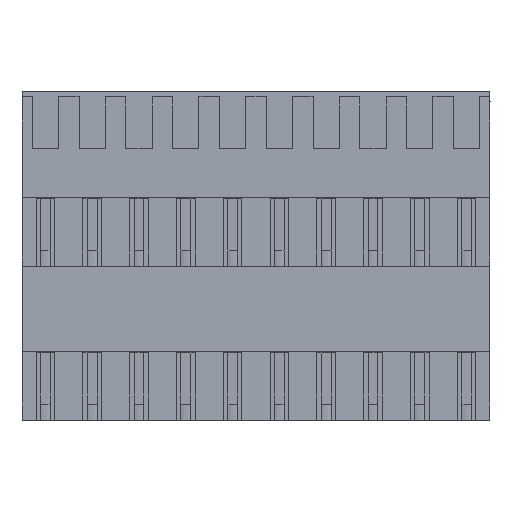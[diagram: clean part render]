
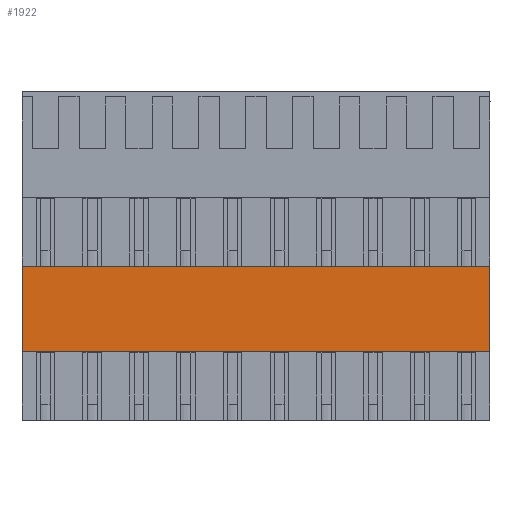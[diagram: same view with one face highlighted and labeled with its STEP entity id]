
A CAD part, top view. The second image highlights one B-rep face of the part: STEP entity #1922.
In plain terms, the highlighted planar face has unit normal (0, 0, 1).
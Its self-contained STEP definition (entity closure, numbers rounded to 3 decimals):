
#1895=AXIS2_PLACEMENT_3D('Plane Axis2P3D',#1892,#1893,#1894) ;
#1866=CARTESIAN_POINT('Line Origine',(17.,5.15,11.7)) ;
#1870=CARTESIAN_POINT('Vertex',(-0.5,5.15,11.7)) ;
#1872=CARTESIAN_POINT('Vertex',(34.5,5.15,11.7)) ;
#1892=CARTESIAN_POINT('Axis2P3D Location',(-1.2,5.15,11.7)) ;
#1897=CARTESIAN_POINT('Line Origine',(17.,12.05,11.7)) ;
#1901=CARTESIAN_POINT('Vertex',(-0.5,12.05,11.7)) ;
#1903=CARTESIAN_POINT('Vertex',(34.5,12.05,11.7)) ;
#1906=CARTESIAN_POINT('Line Origine',(-0.5,8.6,11.7)) ;
#1911=CARTESIAN_POINT('Line Origine',(34.5,8.6,11.7)) ;
#1867=DIRECTION('Vector Direction',(1.,0.,0.)) ;
#1893=DIRECTION('Axis2P3D Direction',(0.,0.,-1.)) ;
#1894=DIRECTION('Axis2P3D XDirection',(0.,1.,0.)) ;
#1898=DIRECTION('Vector Direction',(1.,0.,0.)) ;
#1907=DIRECTION('Vector Direction',(0.,1.,0.)) ;
#1912=DIRECTION('Vector Direction',(0.,1.,0.)) ;
#1868=VECTOR('Line Direction',#1867,1.) ;
#1899=VECTOR('Line Direction',#1898,1.) ;
#1908=VECTOR('Line Direction',#1907,1.) ;
#1913=VECTOR('Line Direction',#1912,1.) ;
#1917=ORIENTED_EDGE('',*,*,#1905,.F.) ;
#1918=ORIENTED_EDGE('',*,*,#1910,.F.) ;
#1919=ORIENTED_EDGE('',*,*,#1874,.T.) ;
#1920=ORIENTED_EDGE('',*,*,#1915,.T.) ;
#1922=ADVANCED_FACE('HOUSING',(#1921),#1896,.F.) ;
#1874=EDGE_CURVE('',#1871,#1873,#1869,.T.) ;
#1905=EDGE_CURVE('',#1902,#1904,#1900,.T.) ;
#1910=EDGE_CURVE('',#1871,#1902,#1909,.T.) ;
#1915=EDGE_CURVE('',#1873,#1904,#1914,.T.) ;
#1916=EDGE_LOOP('',(#1917,#1918,#1919,#1920)) ;
#1921=FACE_OUTER_BOUND('',#1916,.T.) ;
#1869=LINE('Line',#1866,#1868) ;
#1900=LINE('Line',#1897,#1899) ;
#1909=LINE('Line',#1906,#1908) ;
#1914=LINE('Line',#1911,#1913) ;
#1896=PLANE('',#1895) ;
#1871=VERTEX_POINT('',#1870) ;
#1873=VERTEX_POINT('',#1872) ;
#1902=VERTEX_POINT('',#1901) ;
#1904=VERTEX_POINT('',#1903) ;
